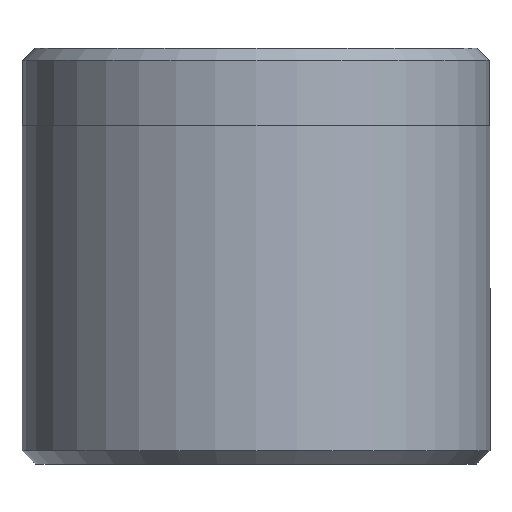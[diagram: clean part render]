
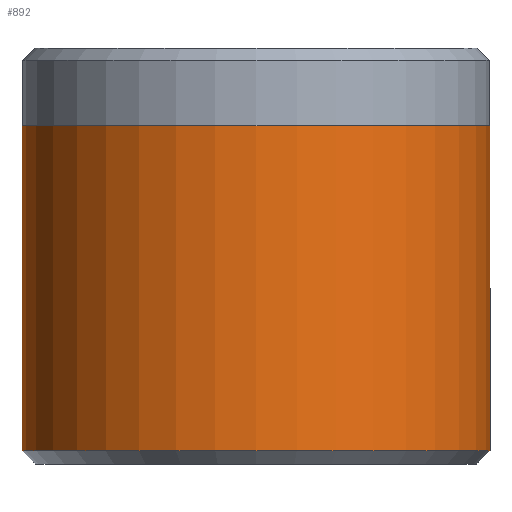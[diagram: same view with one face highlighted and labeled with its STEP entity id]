
A CAD part, front view. The second image highlights one B-rep face of the part: STEP entity #892.
In plain terms, the highlighted cylindrical face has radius 9 mm (diameter 18 mm), a partial arc.
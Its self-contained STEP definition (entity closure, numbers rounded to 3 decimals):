
#3 = ORIENTED_EDGE ( 'NONE', *, *, #246, .F. ) ;
#25 = ORIENTED_EDGE ( 'NONE', *, *, #1314, .F. ) ;
#150 = LINE ( 'NONE', #963, #1525 ) ;
#153 = DIRECTION ( 'NONE',  ( 0., 0., -1. ) ) ;
#154 = CIRCLE ( 'NONE', #1534, 9. ) ;
#208 = DIRECTION ( 'NONE',  ( 0., 0., -1. ) ) ;
#220 = CARTESIAN_POINT ( 'NONE',  ( 9., 0., 16. ) ) ;
#246 = EDGE_CURVE ( 'NONE', #442, #697, #524, .T. ) ;
#296 = EDGE_CURVE ( 'NONE', #1436, #697, #154, .T. ) ;
#337 = CARTESIAN_POINT ( 'NONE',  ( -9., 0., 0.5 ) ) ;
#434 = FACE_OUTER_BOUND ( 'NONE', #1082, .T. ) ;
#442 = VERTEX_POINT ( 'NONE', #1365 ) ;
#458 = CARTESIAN_POINT ( 'NONE',  ( 0., 0., 16. ) ) ;
#524 = LINE ( 'NONE', #220, #835 ) ;
#556 = CIRCLE ( 'NONE', #1396, 9. ) ;
#572 = DIRECTION ( 'NONE',  ( 0., 0., 1. ) ) ;
#697 = VERTEX_POINT ( 'NONE', #1656 ) ;
#755 = CYLINDRICAL_SURFACE ( 'NONE', #907, 9. ) ;
#798 = EDGE_CURVE ( 'NONE', #1533, #1436, #150, .T. ) ;
#835 = VECTOR ( 'NONE', #208, 1000. ) ;
#892 = ADVANCED_FACE ( 'NONE', ( #434 ), #755, .T. ) ;
#907 = AXIS2_PLACEMENT_3D ( 'NONE', #458, #1368, #1106 ) ;
#963 = CARTESIAN_POINT ( 'NONE',  ( -9., 0., 16. ) ) ;
#1082 = EDGE_LOOP ( 'NONE', ( #3, #25, #1389, #1684 ) ) ;
#1097 = CARTESIAN_POINT ( 'NONE',  ( 0., 0., 0.5 ) ) ;
#1106 = DIRECTION ( 'NONE',  ( -1., 0., 0. ) ) ;
#1298 = DIRECTION ( 'NONE',  ( 0., 0., 1. ) ) ;
#1314 = EDGE_CURVE ( 'NONE', #1533, #442, #556, .T. ) ;
#1356 = CARTESIAN_POINT ( 'NONE',  ( 0., 0., 13. ) ) ;
#1357 = DIRECTION ( 'NONE',  ( 1., 0., 0. ) ) ;
#1365 = CARTESIAN_POINT ( 'NONE',  ( 9., 0., 13. ) ) ;
#1368 = DIRECTION ( 'NONE',  ( 0., 0., -1. ) ) ;
#1389 = ORIENTED_EDGE ( 'NONE', *, *, #798, .T. ) ;
#1396 = AXIS2_PLACEMENT_3D ( 'NONE', #1356, #572, #1495 ) ;
#1436 = VERTEX_POINT ( 'NONE', #337 ) ;
#1495 = DIRECTION ( 'NONE',  ( 1., 0., 0. ) ) ;
#1525 = VECTOR ( 'NONE', #153, 1000. ) ;
#1533 = VERTEX_POINT ( 'NONE', #1540 ) ;
#1534 = AXIS2_PLACEMENT_3D ( 'NONE', #1097, #1298, #1357 ) ;
#1540 = CARTESIAN_POINT ( 'NONE',  ( -9., 0., 13. ) ) ;
#1656 = CARTESIAN_POINT ( 'NONE',  ( 9., 0., 0.5 ) ) ;
#1684 = ORIENTED_EDGE ( 'NONE', *, *, #296, .T. ) ;
